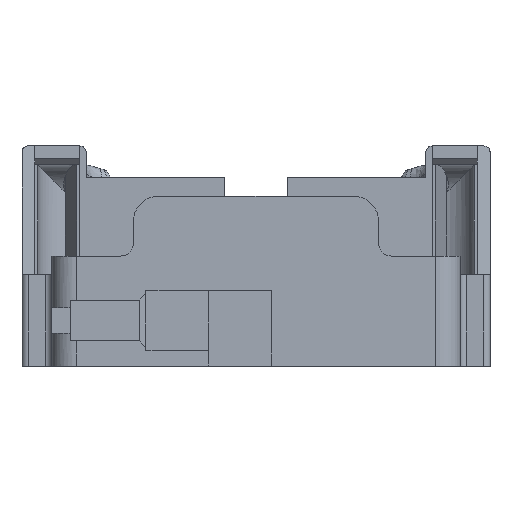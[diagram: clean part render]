
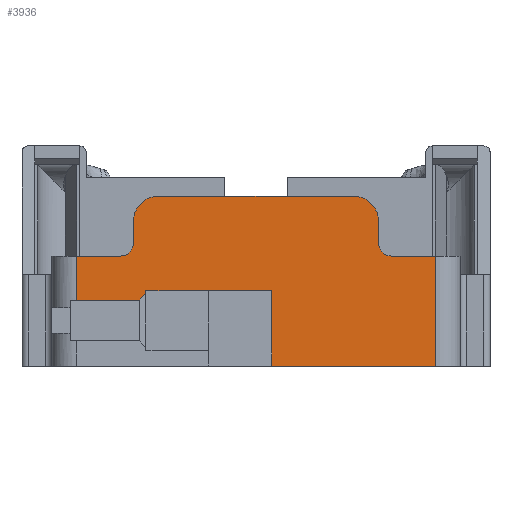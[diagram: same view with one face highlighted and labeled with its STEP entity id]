
A CAD part, front view. The second image highlights one B-rep face of the part: STEP entity #3936.
In plain terms, the highlighted planar face has unit normal (0, -1, 0).
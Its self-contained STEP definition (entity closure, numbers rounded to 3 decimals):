
#60=PLANE('',#4211);
#333=FACE_OUTER_BOUND('',#549,.T.);
#549=EDGE_LOOP('',(#2973,#2974,#2975,#2976,#2977,#2978,#2979,#2980,#2981,
#2982,#2983,#2984,#2985,#2986,#2987,#2988,#2989));
#761=CIRCLE('',#4212,2.);
#762=CIRCLE('',#4213,4.);
#763=CIRCLE('',#4214,4.);
#764=CIRCLE('',#4215,2.);
#960=LINE('',#6611,#1349);
#968=LINE('',#6631,#1357);
#981=LINE('',#6654,#1370);
#983=LINE('',#6658,#1372);
#984=LINE('',#6661,#1373);
#985=LINE('',#6663,#1374);
#986=LINE('',#6665,#1375);
#987=LINE('',#6667,#1376);
#988=LINE('',#6669,#1377);
#989=LINE('',#6673,#1378);
#990=LINE('',#6677,#1379);
#991=LINE('',#6681,#1380);
#992=LINE('',#6684,#1381);
#1349=VECTOR('',#4784,10.);
#1357=VECTOR('',#4800,10.);
#1370=VECTOR('',#4821,10.);
#1372=VECTOR('',#4827,10.);
#1373=VECTOR('',#4830,10.);
#1374=VECTOR('',#4831,10.);
#1375=VECTOR('',#4832,10.);
#1376=VECTOR('',#4833,10.);
#1377=VECTOR('',#4834,10.);
#1378=VECTOR('',#4837,10.);
#1379=VECTOR('',#4840,10.);
#1380=VECTOR('',#4843,10.);
#1381=VECTOR('',#4846,10.);
#1788=VERTEX_POINT('',#6608);
#1789=VERTEX_POINT('',#6610);
#1796=VERTEX_POINT('',#6629);
#1797=VERTEX_POINT('',#6630);
#1803=VERTEX_POINT('',#6652);
#1804=VERTEX_POINT('',#6660);
#1805=VERTEX_POINT('',#6662);
#1806=VERTEX_POINT('',#6664);
#1807=VERTEX_POINT('',#6666);
#1808=VERTEX_POINT('',#6668);
#1809=VERTEX_POINT('',#6670);
#1810=VERTEX_POINT('',#6672);
#1811=VERTEX_POINT('',#6674);
#1812=VERTEX_POINT('',#6676);
#1813=VERTEX_POINT('',#6678);
#1814=VERTEX_POINT('',#6680);
#1815=VERTEX_POINT('',#6682);
#2225=EDGE_CURVE('',#1788,#1789,#960,.T.);
#2234=EDGE_CURVE('',#1796,#1797,#968,.T.);
#2247=EDGE_CURVE('',#1796,#1803,#981,.T.);
#2249=EDGE_CURVE('',#1788,#1797,#983,.T.);
#2250=EDGE_CURVE('',#1803,#1804,#984,.T.);
#2251=EDGE_CURVE('',#1804,#1805,#985,.T.);
#2252=EDGE_CURVE('',#1806,#1805,#986,.T.);
#2253=EDGE_CURVE('',#1807,#1806,#987,.T.);
#2254=EDGE_CURVE('',#1808,#1807,#988,.T.);
#2255=EDGE_CURVE('',#1809,#1808,#761,.T.);
#2256=EDGE_CURVE('',#1810,#1809,#989,.T.);
#2257=EDGE_CURVE('',#1811,#1810,#762,.T.);
#2258=EDGE_CURVE('',#1811,#1812,#990,.T.);
#2259=EDGE_CURVE('',#1813,#1812,#763,.T.);
#2260=EDGE_CURVE('',#1814,#1813,#991,.T.);
#2261=EDGE_CURVE('',#1815,#1814,#764,.T.);
#2262=EDGE_CURVE('',#1789,#1815,#992,.T.);
#2973=ORIENTED_EDGE('',*,*,#2234,.F.);
#2974=ORIENTED_EDGE('',*,*,#2247,.T.);
#2975=ORIENTED_EDGE('',*,*,#2250,.T.);
#2976=ORIENTED_EDGE('',*,*,#2251,.T.);
#2977=ORIENTED_EDGE('',*,*,#2252,.F.);
#2978=ORIENTED_EDGE('',*,*,#2253,.F.);
#2979=ORIENTED_EDGE('',*,*,#2254,.F.);
#2980=ORIENTED_EDGE('',*,*,#2255,.F.);
#2981=ORIENTED_EDGE('',*,*,#2256,.F.);
#2982=ORIENTED_EDGE('',*,*,#2257,.F.);
#2983=ORIENTED_EDGE('',*,*,#2258,.T.);
#2984=ORIENTED_EDGE('',*,*,#2259,.F.);
#2985=ORIENTED_EDGE('',*,*,#2260,.F.);
#2986=ORIENTED_EDGE('',*,*,#2261,.F.);
#2987=ORIENTED_EDGE('',*,*,#2262,.F.);
#2988=ORIENTED_EDGE('',*,*,#2225,.F.);
#2989=ORIENTED_EDGE('',*,*,#2249,.T.);
#3936=ADVANCED_FACE('',(#333),#60,.T.);
#4211=AXIS2_PLACEMENT_3D('',#6659,#4828,#4829);
#4212=AXIS2_PLACEMENT_3D('',#6671,#4835,#4836);
#4213=AXIS2_PLACEMENT_3D('',#6675,#4838,#4839);
#4214=AXIS2_PLACEMENT_3D('',#6679,#4841,#4842);
#4215=AXIS2_PLACEMENT_3D('',#6683,#4844,#4845);
#4784=DIRECTION('',(0.,0.,1.));
#4800=DIRECTION('',(-0.707,0.,-0.707));
#4821=DIRECTION('',(0.,0.,1.));
#4827=DIRECTION('',(1.,0.,0.));
#4828=DIRECTION('center_axis',(0.,-1.,0.));
#4829=DIRECTION('ref_axis',(1.,0.,0.));
#4830=DIRECTION('',(1.,0.,0.));
#4831=DIRECTION('',(0.,0.,-1.));
#4832=DIRECTION('',(-1.,0.,0.));
#4833=DIRECTION('',(0.,0.,-1.));
#4834=DIRECTION('',(1.,0.,0.));
#4835=DIRECTION('center_axis',(0.,-1.,0.));
#4836=DIRECTION('ref_axis',(-0.707,0.,-0.707));
#4837=DIRECTION('',(0.,0.,-1.));
#4838=DIRECTION('center_axis',(0.,1.,0.));
#4839=DIRECTION('ref_axis',(0.707,0.,0.707));
#4840=DIRECTION('',(-1.,0.,0.));
#4841=DIRECTION('center_axis',(0.,1.,0.));
#4842=DIRECTION('ref_axis',(-0.707,0.,0.707));
#4843=DIRECTION('',(0.,0.,1.));
#4844=DIRECTION('center_axis',(0.,-1.,0.));
#4845=DIRECTION('ref_axis',(0.707,0.,-0.707));
#4846=DIRECTION('',(1.,0.,0.));
#6608=CARTESIAN_POINT('',(-28.5,-33.5,-1.5));
#6610=CARTESIAN_POINT('',(-28.5,-33.5,5.5));
#6611=CARTESIAN_POINT('',(-28.5,-33.5,0.));
#6629=CARTESIAN_POINT('',(-17.5,-33.5,-0.5));
#6630=CARTESIAN_POINT('',(-18.5,-33.5,-1.5));
#6631=CARTESIAN_POINT('',(-20.,-33.5,-3.));
#6652=CARTESIAN_POINT('',(-17.5,-33.5,0.));
#6654=CARTESIAN_POINT('',(-17.5,-33.5,-4.75));
#6658=CARTESIAN_POINT('',(-28.25,-33.5,-1.5));
#6659=CARTESIAN_POINT('Origin',(-27.,-33.5,0.));
#6660=CARTESIAN_POINT('',(2.5,-33.5,0.));
#6661=CARTESIAN_POINT('',(-17.25,-33.5,0.));
#6662=CARTESIAN_POINT('',(2.5,-33.5,-12.));
#6663=CARTESIAN_POINT('',(2.5,-33.5,0.));
#6664=CARTESIAN_POINT('',(28.5,-33.5,-12.));
#6665=CARTESIAN_POINT('',(-32.5,-33.5,-12.));
#6666=CARTESIAN_POINT('',(28.5,-33.5,5.5));
#6667=CARTESIAN_POINT('',(28.5,-33.5,0.));
#6668=CARTESIAN_POINT('',(21.5,-33.5,5.5));
#6669=CARTESIAN_POINT('',(32.5,-33.5,5.5));
#6670=CARTESIAN_POINT('',(19.5,-33.5,7.5));
#6671=CARTESIAN_POINT('Origin',(21.5,-33.5,7.5));
#6672=CARTESIAN_POINT('',(19.5,-33.5,11.));
#6673=CARTESIAN_POINT('',(19.5,-33.5,0.));
#6674=CARTESIAN_POINT('',(15.5,-33.5,15.));
#6675=CARTESIAN_POINT('Origin',(15.5,-33.5,11.));
#6676=CARTESIAN_POINT('',(-15.5,-33.5,15.));
#6677=CARTESIAN_POINT('',(-17.5,-33.5,15.));
#6678=CARTESIAN_POINT('',(-19.5,-33.5,11.));
#6679=CARTESIAN_POINT('Origin',(-15.5,-33.5,11.));
#6680=CARTESIAN_POINT('',(-19.5,-33.5,7.5));
#6681=CARTESIAN_POINT('',(-19.5,-33.5,0.));
#6682=CARTESIAN_POINT('',(-21.5,-33.5,5.5));
#6683=CARTESIAN_POINT('Origin',(-21.5,-33.5,7.5));
#6684=CARTESIAN_POINT('',(-32.5,-33.5,5.5));
